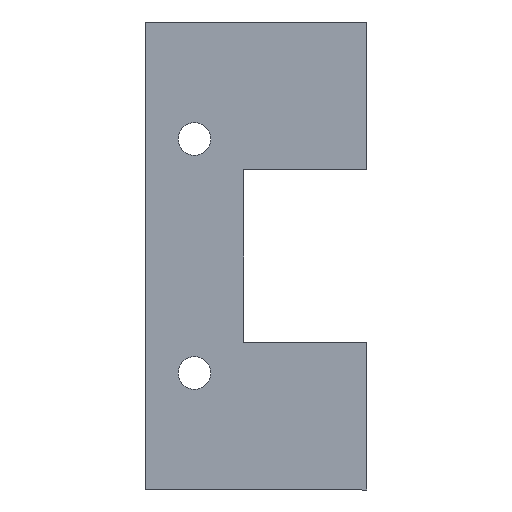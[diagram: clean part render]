
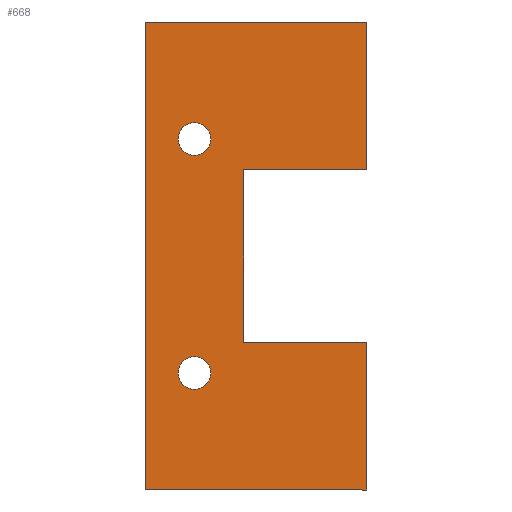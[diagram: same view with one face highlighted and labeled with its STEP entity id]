
A CAD part, front view. The second image highlights one B-rep face of the part: STEP entity #668.
In plain terms, the highlighted planar face has unit normal (0, -1, 0).
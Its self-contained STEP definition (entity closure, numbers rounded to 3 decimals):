
#29=FACE_BOUND('',#125,.T.);
#30=FACE_BOUND('',#126,.T.);
#46=PLANE('',#754);
#82=FACE_OUTER_BOUND('',#124,.T.);
#124=EDGE_LOOP('',(#607,#608,#609,#610,#611,#612,#613,#614));
#125=EDGE_LOOP('',(#615));
#126=EDGE_LOOP('',(#616));
#149=LINE('',#1035,#207);
#162=LINE('',#1075,#220);
#171=LINE('',#1114,#229);
#173=LINE('',#1119,#231);
#176=LINE('',#1124,#234);
#177=LINE('',#1128,#235);
#182=LINE('',#1144,#240);
#184=LINE('',#1148,#242);
#207=VECTOR('',#825,10.);
#220=VECTOR('',#868,10.);
#229=VECTOR('',#915,10.);
#231=VECTOR('',#921,10.);
#234=VECTOR('',#926,10.);
#235=VECTOR('',#931,10.);
#240=VECTOR('',#950,10.);
#242=VECTOR('',#956,10.);
#273=CIRCLE('',#748,3.3);
#274=CIRCLE('',#750,3.3);
#303=VERTEX_POINT('',#1032);
#304=VERTEX_POINT('',#1034);
#315=VERTEX_POINT('',#1072);
#316=VERTEX_POINT('',#1074);
#327=VERTEX_POINT('',#1112);
#328=VERTEX_POINT('',#1118);
#329=VERTEX_POINT('',#1122);
#332=VERTEX_POINT('',#1134);
#333=VERTEX_POINT('',#1138);
#334=VERTEX_POINT('',#1142);
#371=EDGE_CURVE('',#304,#303,#149,.T.);
#391=EDGE_CURVE('',#316,#315,#162,.T.);
#411=EDGE_CURVE('',#303,#327,#171,.T.);
#413=EDGE_CURVE('',#328,#316,#173,.T.);
#416=EDGE_CURVE('',#329,#327,#176,.T.);
#418=EDGE_CURVE('',#315,#304,#177,.T.);
#422=EDGE_CURVE('',#332,#332,#273,.T.);
#424=EDGE_CURVE('',#333,#333,#274,.T.);
#426=EDGE_CURVE('',#329,#334,#182,.T.);
#428=EDGE_CURVE('',#328,#334,#184,.T.);
#607=ORIENTED_EDGE('',*,*,#371,.T.);
#608=ORIENTED_EDGE('',*,*,#411,.T.);
#609=ORIENTED_EDGE('',*,*,#416,.F.);
#610=ORIENTED_EDGE('',*,*,#426,.T.);
#611=ORIENTED_EDGE('',*,*,#428,.F.);
#612=ORIENTED_EDGE('',*,*,#413,.T.);
#613=ORIENTED_EDGE('',*,*,#391,.T.);
#614=ORIENTED_EDGE('',*,*,#418,.T.);
#615=ORIENTED_EDGE('',*,*,#424,.T.);
#616=ORIENTED_EDGE('',*,*,#422,.T.);
#668=ADVANCED_FACE('',(#82,#29,#30),#46,.F.);
#748=AXIS2_PLACEMENT_3D('',#1136,#940,#941);
#750=AXIS2_PLACEMENT_3D('',#1140,#945,#946);
#754=AXIS2_PLACEMENT_3D('',#1149,#957,#958);
#825=DIRECTION('',(1.,0.,0.));
#868=DIRECTION('',(-1.,0.,0.));
#915=DIRECTION('',(0.,0.,1.));
#921=DIRECTION('',(0.,0.,1.));
#926=DIRECTION('',(1.,0.,0.));
#931=DIRECTION('',(0.,0.,1.));
#940=DIRECTION('center_axis',(0.,1.,0.));
#941=DIRECTION('ref_axis',(-1.,0.,0.));
#945=DIRECTION('center_axis',(0.,1.,0.));
#946=DIRECTION('ref_axis',(-1.,0.,0.));
#950=DIRECTION('',(0.,0.,-1.));
#956=DIRECTION('',(-1.,0.,0.));
#957=DIRECTION('center_axis',(0.,1.,0.));
#958=DIRECTION('ref_axis',(0.,0.,-1.));
#1032=CARTESIAN_POINT('',(25.,0.,-30.));
#1034=CARTESIAN_POINT('',(0.,0.,-30.));
#1035=CARTESIAN_POINT('',(18.75,0.,-30.));
#1072=CARTESIAN_POINT('',(0.,0.,-65.));
#1074=CARTESIAN_POINT('',(25.,0.,-65.));
#1075=CARTESIAN_POINT('',(6.25,0.,-65.));
#1112=CARTESIAN_POINT('',(25.,0.,0.));
#1114=CARTESIAN_POINT('',(25.,0.,-47.5));
#1118=CARTESIAN_POINT('',(25.,0.,-95.));
#1119=CARTESIAN_POINT('',(25.,0.,-47.5));
#1122=CARTESIAN_POINT('',(-20.,0.,0.));
#1124=CARTESIAN_POINT('',(12.5,0.,0.));
#1128=CARTESIAN_POINT('',(0.,0.,-47.5));
#1134=CARTESIAN_POINT('',(-6.7,0.,-71.25));
#1136=CARTESIAN_POINT('Origin',(-10.,0.,-71.25));
#1138=CARTESIAN_POINT('',(-6.7,0.,-23.75));
#1140=CARTESIAN_POINT('Origin',(-10.,0.,-23.75));
#1142=CARTESIAN_POINT('',(-20.,0.,-95.));
#1144=CARTESIAN_POINT('',(-20.,0.,-47.5));
#1148=CARTESIAN_POINT('',(12.5,0.,-95.));
#1149=CARTESIAN_POINT('Origin',(12.5,0.,-47.5));
